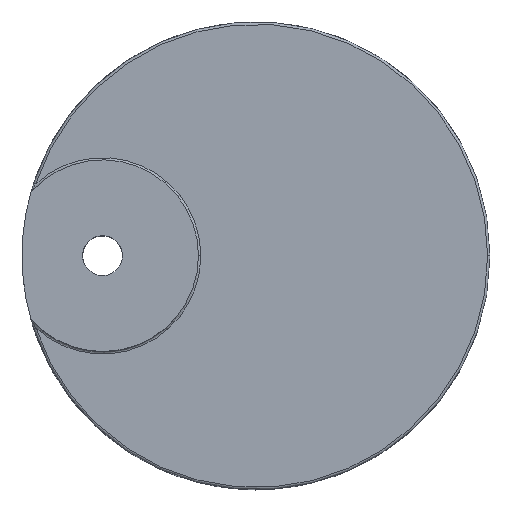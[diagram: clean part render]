
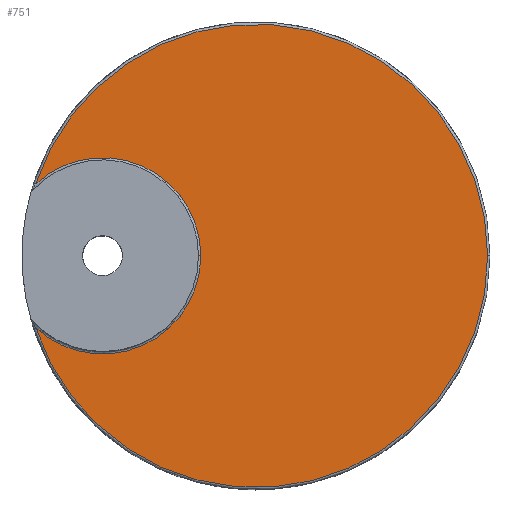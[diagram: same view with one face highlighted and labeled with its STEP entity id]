
A CAD part, top view. The second image highlights one B-rep face of the part: STEP entity #751.
In plain terms, the highlighted planar face has unit normal (0, 0, 1).
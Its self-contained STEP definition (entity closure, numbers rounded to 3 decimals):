
#38 = CARTESIAN_POINT ( 'NONE',  ( -7.2, 0., 15. ) ) ;
#41 = CIRCLE ( 'NONE', #809, 30.2 ) ;
#61 = CIRCLE ( 'NONE', #1064, 12.8 ) ;
#72 = EDGE_CURVE ( 'NONE', #193, #549, #1074, .T. ) ;
#87 = FACE_OUTER_BOUND ( 'NONE', #313, .T. ) ;
#94 = CARTESIAN_POINT ( 'NONE',  ( 0., 0., 15. ) ) ;
#193 = VERTEX_POINT ( 'NONE', #38 ) ;
#216 = CARTESIAN_POINT ( 'NONE',  ( -20., 0., 15. ) ) ;
#238 = AXIS2_PLACEMENT_3D ( 'NONE', #94, #1099, #518 ) ;
#240 = DIRECTION ( 'NONE',  ( 1., 0., 0. ) ) ;
#241 = AXIS2_PLACEMENT_3D ( 'NONE', #392, #904, #376 ) ;
#313 = EDGE_LOOP ( 'NONE', ( #630, #1040, #700, #846 ) ) ;
#370 = CARTESIAN_POINT ( 'NONE',  ( -28.705, 9.384, 15. ) ) ;
#376 = DIRECTION ( 'NONE',  ( 1., 0., 0. ) ) ;
#392 = CARTESIAN_POINT ( 'NONE',  ( 0., 0., 15. ) ) ;
#475 = DIRECTION ( 'NONE',  ( 0., 0., -1. ) ) ;
#505 = CARTESIAN_POINT ( 'NONE',  ( 30.2, 0., 15. ) ) ;
#518 = DIRECTION ( 'NONE',  ( 1., 0., 0. ) ) ;
#534 = CARTESIAN_POINT ( 'NONE',  ( -28.705, -9.384, 15. ) ) ;
#549 = VERTEX_POINT ( 'NONE', #534 ) ;
#554 = EDGE_CURVE ( 'NONE', #609, #193, #61, .T. ) ;
#604 = EDGE_CURVE ( 'NONE', #835, #609, #726, .T. ) ;
#609 = VERTEX_POINT ( 'NONE', #370 ) ;
#612 = PLANE ( 'NONE',  #238 ) ;
#630 = ORIENTED_EDGE ( 'NONE', *, *, #554, .T. ) ;
#655 = DIRECTION ( 'NONE',  ( 0., 0., 1. ) ) ;
#697 = DIRECTION ( 'NONE',  ( 0., 0., -1. ) ) ;
#700 = ORIENTED_EDGE ( 'NONE', *, *, #1006, .T. ) ;
#705 = AXIS2_PLACEMENT_3D ( 'NONE', #1050, #697, #795 ) ;
#726 = CIRCLE ( 'NONE', #241, 30.2 ) ;
#751 = ADVANCED_FACE ( 'NONE', ( #87 ), #612, .T. ) ;
#795 = DIRECTION ( 'NONE',  ( 1., 0., 0. ) ) ;
#809 = AXIS2_PLACEMENT_3D ( 'NONE', #1000, #655, #240 ) ;
#835 = VERTEX_POINT ( 'NONE', #505 ) ;
#846 = ORIENTED_EDGE ( 'NONE', *, *, #604, .T. ) ;
#891 = DIRECTION ( 'NONE',  ( 1., 0., 0. ) ) ;
#904 = DIRECTION ( 'NONE',  ( 0., 0., 1. ) ) ;
#1000 = CARTESIAN_POINT ( 'NONE',  ( 0., 0., 15. ) ) ;
#1006 = EDGE_CURVE ( 'NONE', #549, #835, #41, .T. ) ;
#1040 = ORIENTED_EDGE ( 'NONE', *, *, #72, .T. ) ;
#1050 = CARTESIAN_POINT ( 'NONE',  ( -20., 0., 15. ) ) ;
#1064 = AXIS2_PLACEMENT_3D ( 'NONE', #216, #475, #891 ) ;
#1074 = CIRCLE ( 'NONE', #705, 12.8 ) ;
#1099 = DIRECTION ( 'NONE',  ( 0., 0., 1. ) ) ;
